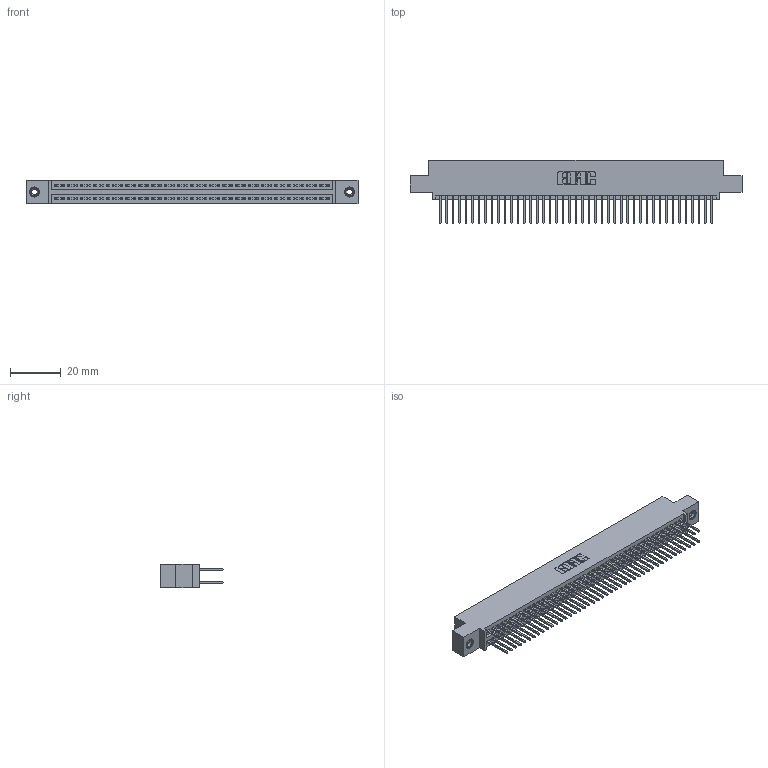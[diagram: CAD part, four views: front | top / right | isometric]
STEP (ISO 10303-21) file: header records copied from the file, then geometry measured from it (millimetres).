
FILE_DESCRIPTION (( 'STEP AP203' ), '1' );
FILE_NAME ('345-086-523-508.STEP', '2018-10-04T04:58:30', ( '' ), ( '' ), 'SwSTEP 2.0', 'SolidWorks 2016', '' );
FILE_SCHEMA (( 'CONFIG_CONTROL_DESIGN' ));
Length unit declared in the file: inch
Products named in the file (4): 345 Part_0.110 Offset - 0.156 Dia-TI; 345-250-001_345-250-003-102; 345-086-523-508; 345-292-001_345-293-123
Assembly tree (89 placements, depth 2):
  345-086-523-508
    345 Part_0.110 Offset - 0.156 Dia-TI
    345-292-001_345-293-123  x86
    345-250-001_345-250-003-102  x2
Bounding box: 130.43 x 24.82 x 9.4 mm (x, y, z)
Volume: 12775.7 mm3; surface area: 19800.9 mm2
Topology: 89 solids, 89 shells, 4490 faces, 13303 edges, 8746 vertices
Faces by surface type: plane 2954, cylinder 1520, cone 12, torus 4
Entity records: 34940 total; most frequent: CARTESIAN_POINT 5839, ORIENTED_EDGE 5766, DIRECTION 5173, EDGE_CURVE 2883, VECTOR 2559, LINE 2559, VERTEX_POINT 1916, AXIS2_PLACEMENT_3D 1307
